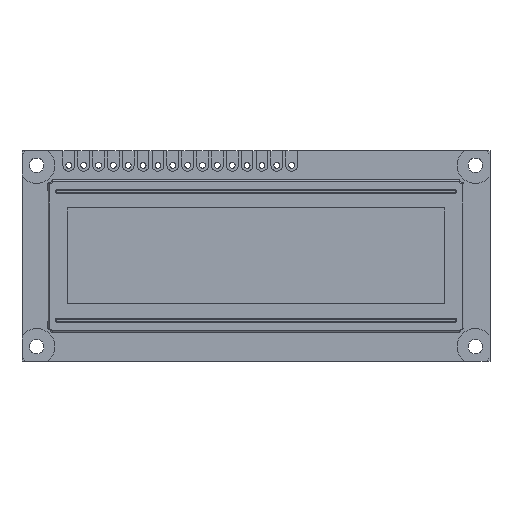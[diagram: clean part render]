
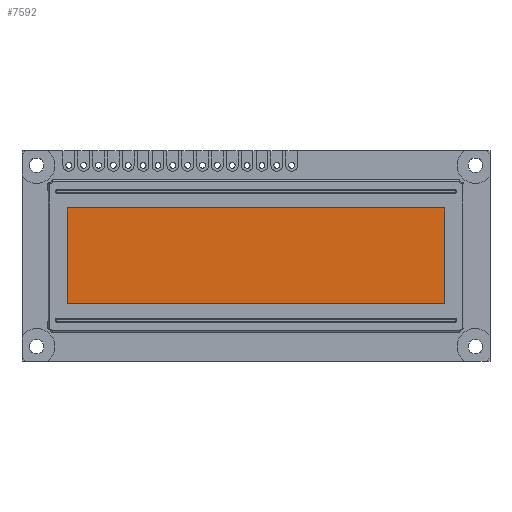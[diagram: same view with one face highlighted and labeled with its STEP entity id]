
A CAD part, top view. The second image highlights one B-rep face of the part: STEP entity #7592.
In plain terms, the highlighted planar face has unit normal (0, 0, 1).
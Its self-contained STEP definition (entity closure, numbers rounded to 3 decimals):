
#804=FACE_OUTER_BOUND('',#1268,.T.);
#1268=EDGE_LOOP('',(#6828,#6829,#6830,#6831));
#2109=LINE('',#12473,#2964);
#2111=LINE('',#12477,#2966);
#2113=LINE('',#12481,#2968);
#2114=LINE('',#12483,#2969);
#2964=VECTOR('',#10241,1.);
#2966=VECTOR('',#10245,1.);
#2968=VECTOR('',#10249,1.);
#2969=VECTOR('',#10252,1.);
#3654=VERTEX_POINT('',#12469);
#3655=VERTEX_POINT('',#12471);
#3656=VERTEX_POINT('',#12475);
#3657=VERTEX_POINT('',#12479);
#4706=EDGE_CURVE('',#3654,#3655,#2109,.F.);
#4708=EDGE_CURVE('',#3656,#3654,#2111,.F.);
#4710=EDGE_CURVE('',#3657,#3656,#2113,.F.);
#4711=EDGE_CURVE('',#3655,#3657,#2114,.F.);
#6828=ORIENTED_EDGE('',*,*,#4710,.T.);
#6829=ORIENTED_EDGE('',*,*,#4708,.T.);
#6830=ORIENTED_EDGE('',*,*,#4706,.T.);
#6831=ORIENTED_EDGE('',*,*,#4711,.T.);
#7189=PLANE('',#8230);
#7592=ADVANCED_FACE('',(#804),#7189,.T.);
#8230=AXIS2_PLACEMENT_3D('',#12518,#10293,#10294);
#10241=DIRECTION('',(-1.,0.,0.));
#10245=DIRECTION('',(0.,1.,0.));
#10249=DIRECTION('',(1.,0.,0.));
#10252=DIRECTION('',(0.,-1.,0.));
#10293=DIRECTION('center_axis',(0.,0.,1.));
#10294=DIRECTION('ref_axis',(1.,0.,0.));
#12469=CARTESIAN_POINT('',(-32.25,-8.2,6.3));
#12471=CARTESIAN_POINT('',(32.25,-8.2,6.3));
#12473=CARTESIAN_POINT('',(0.,-8.2,6.3));
#12475=CARTESIAN_POINT('',(-32.25,8.2,6.3));
#12477=CARTESIAN_POINT('',(-32.25,0.,6.3));
#12479=CARTESIAN_POINT('',(32.25,8.2,6.3));
#12481=CARTESIAN_POINT('',(0.,8.2,6.3));
#12483=CARTESIAN_POINT('',(32.25,0.,6.3));
#12518=CARTESIAN_POINT('Origin',(0.,0.,6.3));
